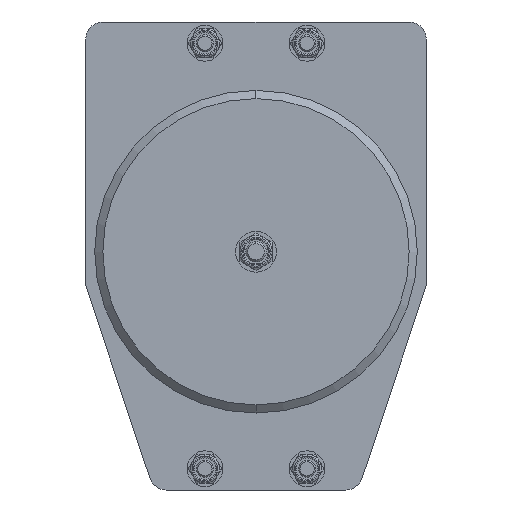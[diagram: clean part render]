
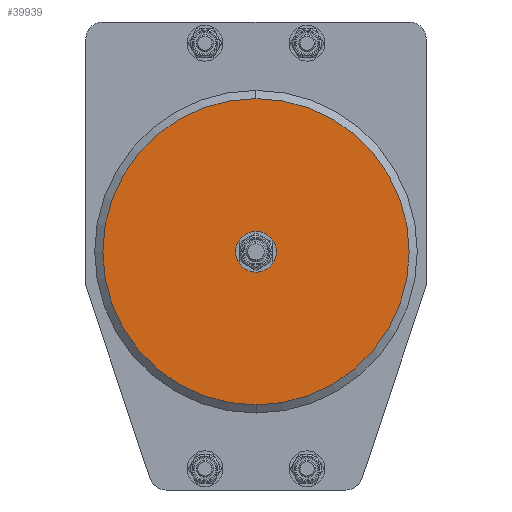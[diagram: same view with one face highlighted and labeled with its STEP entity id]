
A CAD part, left-side view. The second image highlights one B-rep face of the part: STEP entity #39939.
In plain terms, the highlighted face is planar.
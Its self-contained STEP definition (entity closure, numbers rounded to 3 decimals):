
#88 = ORIENTED_EDGE ( 'NONE', *, *, #41213, .T. ) ;
#7473 = CARTESIAN_POINT ( 'NONE',  ( 4., 0., 0. ) ) ;
#8689 = CARTESIAN_POINT ( 'NONE',  ( 4., 0., 90. ) ) ;
#11372 = AXIS2_PLACEMENT_3D ( 'NONE', #19378, #29827, #35248 ) ;
#14284 = VERTEX_POINT ( 'NONE', #24724 ) ;
#18923 = DIRECTION ( 'NONE',  ( -1., 0., 0. ) ) ;
#18985 = ORIENTED_EDGE ( 'NONE', *, *, #48521, .T. ) ;
#19152 = DIRECTION ( 'NONE',  ( 0., 0., 1. ) ) ;
#19378 = CARTESIAN_POINT ( 'NONE',  ( 4., 6.25, 0. ) ) ;
#20450 = DIRECTION ( 'NONE',  ( -1., 0., 0. ) ) ;
#21045 = AXIS2_PLACEMENT_3D ( 'NONE', #34689, #29691, #40562 ) ;
#21656 = EDGE_LOOP ( 'NONE', ( #88, #18985 ) ) ;
#24307 = CIRCLE ( 'NONE', #62816, 6.25 ) ;
#24724 = CARTESIAN_POINT ( 'NONE',  ( 4., 0., 6.25 ) ) ;
#25921 = DIRECTION ( 'NONE',  ( 0., 0., 1. ) ) ;
#26040 = EDGE_LOOP ( 'NONE', ( #42979, #50127 ) ) ;
#28478 = FACE_OUTER_BOUND ( 'NONE', #26040, .T. ) ;
#29691 = DIRECTION ( 'NONE',  ( -1., 0., 0. ) ) ;
#29827 = DIRECTION ( 'NONE',  ( -1., 0., 0. ) ) ;
#30320 = CARTESIAN_POINT ( 'NONE',  ( 4., 0., -6.25 ) ) ;
#33031 = DIRECTION ( 'NONE',  ( -1., 0., 0. ) ) ;
#33973 = CIRCLE ( 'NONE', #47497, 6.25 ) ;
#34689 = CARTESIAN_POINT ( 'NONE',  ( 4., 0., 0. ) ) ;
#35248 = DIRECTION ( 'NONE',  ( 0., 0., 1. ) ) ;
#36241 = AXIS2_PLACEMENT_3D ( 'NONE', #61692, #20450, #25921 ) ;
#37933 = VERTEX_POINT ( 'NONE', #50801 ) ;
#39939 = ADVANCED_FACE ( 'NONE', ( #28478, #59093 ), #45421, .F. ) ;
#40562 = DIRECTION ( 'NONE',  ( 0., 0., 1. ) ) ;
#41213 = EDGE_CURVE ( 'NONE', #14284, #46295, #24307, .T. ) ;
#42979 = ORIENTED_EDGE ( 'NONE', *, *, #63351, .F. ) ;
#43393 = DIRECTION ( 'NONE',  ( 0., 0., 1. ) ) ;
#45421 = PLANE ( 'NONE',  #11372 ) ;
#46295 = VERTEX_POINT ( 'NONE', #30320 ) ;
#47497 = AXIS2_PLACEMENT_3D ( 'NONE', #7473, #33031, #43393 ) ;
#48521 = EDGE_CURVE ( 'NONE', #46295, #14284, #33973, .T. ) ;
#50127 = ORIENTED_EDGE ( 'NONE', *, *, #63747, .F. ) ;
#50329 = CARTESIAN_POINT ( 'NONE',  ( 4., 0., 0. ) ) ;
#50801 = CARTESIAN_POINT ( 'NONE',  ( 4., 0., -90. ) ) ;
#52491 = CIRCLE ( 'NONE', #36241, 90. ) ;
#59093 = FACE_BOUND ( 'NONE', #21656, .T. ) ;
#61692 = CARTESIAN_POINT ( 'NONE',  ( 4., 0., 0. ) ) ;
#62816 = AXIS2_PLACEMENT_3D ( 'NONE', #50329, #18923, #19152 ) ;
#63351 = EDGE_CURVE ( 'NONE', #64379, #37933, #52491, .T. ) ;
#63728 = CIRCLE ( 'NONE', #21045, 90. ) ;
#63747 = EDGE_CURVE ( 'NONE', #37933, #64379, #63728, .T. ) ;
#64379 = VERTEX_POINT ( 'NONE', #8689 ) ;
